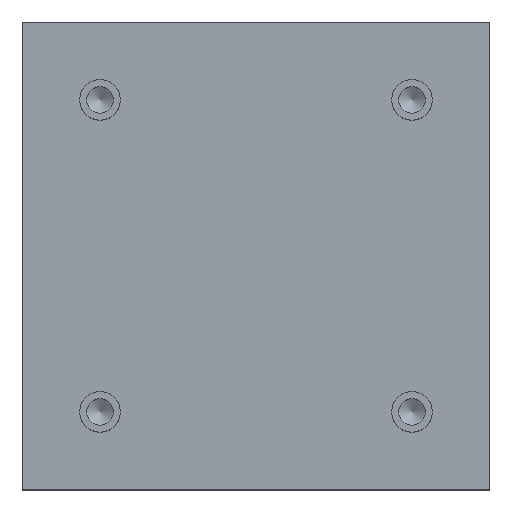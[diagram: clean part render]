
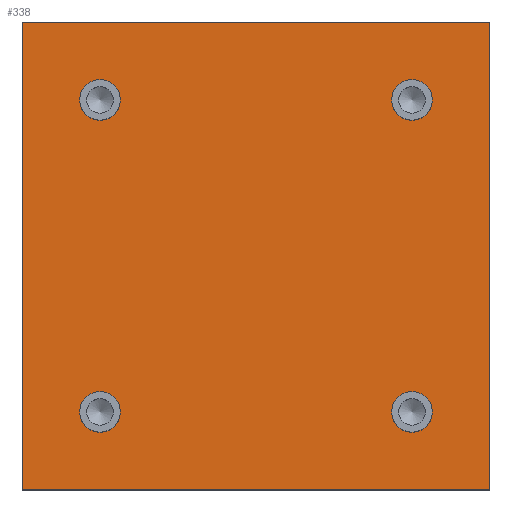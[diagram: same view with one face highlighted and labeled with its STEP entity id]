
A CAD part, top view. The second image highlights one B-rep face of the part: STEP entity #338.
In plain terms, the highlighted planar face has unit normal (0, 0, 1).
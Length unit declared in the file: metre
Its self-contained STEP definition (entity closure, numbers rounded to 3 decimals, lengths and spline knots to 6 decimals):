
#28=LINE('',#606,#40);
#32=LINE('',#614,#44);
#35=LINE('',#620,#47);
#37=LINE('',#623,#49);
#40=VECTOR('',#501,1.);
#44=VECTOR('',#507,1.);
#47=VECTOR('',#512,1.);
#49=VECTOR('',#516,1.);
#68=PLANE('',#431);
#106=ORIENTED_EDGE('',*,*,#158,.T.);
#107=ORIENTED_EDGE('',*,*,#159,.T.);
#108=ORIENTED_EDGE('',*,*,#160,.T.);
#109=ORIENTED_EDGE('',*,*,#161,.T.);
#110=ORIENTED_EDGE('',*,*,#148,.F.);
#111=ORIENTED_EDGE('',*,*,#152,.T.);
#112=ORIENTED_EDGE('',*,*,#155,.T.);
#113=ORIENTED_EDGE('',*,*,#157,.F.);
#148=EDGE_CURVE('',#180,#181,#28,.T.);
#152=EDGE_CURVE('',#180,#183,#32,.T.);
#155=EDGE_CURVE('',#183,#185,#35,.T.);
#157=EDGE_CURVE('',#181,#185,#37,.T.);
#158=EDGE_CURVE('',#186,#186,#210,.T.);
#159=EDGE_CURVE('',#187,#187,#211,.T.);
#160=EDGE_CURVE('',#188,#188,#212,.T.);
#161=EDGE_CURVE('',#189,#189,#213,.T.);
#180=VERTEX_POINT('',#605);
#181=VERTEX_POINT('',#607);
#183=VERTEX_POINT('',#613);
#185=VERTEX_POINT('',#619);
#186=VERTEX_POINT('',#626);
#187=VERTEX_POINT('',#628);
#188=VERTEX_POINT('',#630);
#189=VERTEX_POINT('',#632);
#210=CIRCLE('',#432,0.00425);
#211=CIRCLE('',#433,0.00425);
#212=CIRCLE('',#434,0.00425);
#213=CIRCLE('',#435,0.00425);
#242=EDGE_LOOP('',(#106));
#243=EDGE_LOOP('',(#107));
#244=EDGE_LOOP('',(#108));
#245=EDGE_LOOP('',(#109));
#246=EDGE_LOOP('',(#110,#111,#112,#113));
#288=FACE_BOUND('',#242,.T.);
#289=FACE_BOUND('',#243,.T.);
#290=FACE_BOUND('',#244,.T.);
#291=FACE_BOUND('',#245,.T.);
#292=FACE_BOUND('',#246,.T.);
#338=ADVANCED_FACE('',(#288,#289,#290,#291,#292),#68,.T.);
#431=AXIS2_PLACEMENT_3D('',#624,#517,#518);
#432=AXIS2_PLACEMENT_3D('',#625,#519,#520);
#433=AXIS2_PLACEMENT_3D('',#627,#521,#522);
#434=AXIS2_PLACEMENT_3D('',#629,#523,#524);
#435=AXIS2_PLACEMENT_3D('',#631,#525,#526);
#501=DIRECTION('',(0.,1.,0.));
#507=DIRECTION('',(1.,0.,0.));
#512=DIRECTION('',(0.,1.,0.));
#516=DIRECTION('',(1.,0.,0.));
#517=DIRECTION('',(0.,0.,1.));
#518=DIRECTION('',(1.,0.,0.));
#519=DIRECTION('',(0.,0.,-1.));
#520=DIRECTION('',(-1.,0.,0.));
#521=DIRECTION('',(0.,0.,-1.));
#522=DIRECTION('',(-1.,0.,0.));
#523=DIRECTION('',(0.,0.,-1.));
#524=DIRECTION('',(-1.,0.,0.));
#525=DIRECTION('',(0.,0.,-1.));
#526=DIRECTION('',(-1.,0.,0.));
#605=CARTESIAN_POINT('',(0.,0.,0.004));
#606=CARTESIAN_POINT('',(0.,0.075,0.004));
#607=CARTESIAN_POINT('',(0.,0.15,0.004));
#613=CARTESIAN_POINT('',(0.15,0.,0.004));
#614=CARTESIAN_POINT('',(0.075,0.,0.004));
#619=CARTESIAN_POINT('',(0.15,0.15,0.004));
#620=CARTESIAN_POINT('',(0.15,0.075,0.004));
#623=CARTESIAN_POINT('',(0.075,0.15,0.004));
#624=CARTESIAN_POINT('',(0.075,0.075,0.004));
#625=CARTESIAN_POINT('',(0.025,0.025,0.004));
#626=CARTESIAN_POINT('',(0.02075,0.025,0.004));
#627=CARTESIAN_POINT('',(0.125,0.025,0.004));
#628=CARTESIAN_POINT('',(0.12075,0.025,0.004));
#629=CARTESIAN_POINT('',(0.125,0.125,0.004));
#630=CARTESIAN_POINT('',(0.12075,0.125,0.004));
#631=CARTESIAN_POINT('',(0.025,0.125,0.004));
#632=CARTESIAN_POINT('',(0.02075,0.125,0.004));
